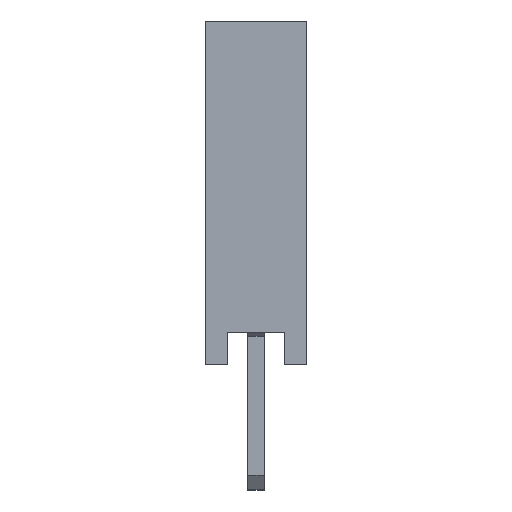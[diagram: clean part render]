
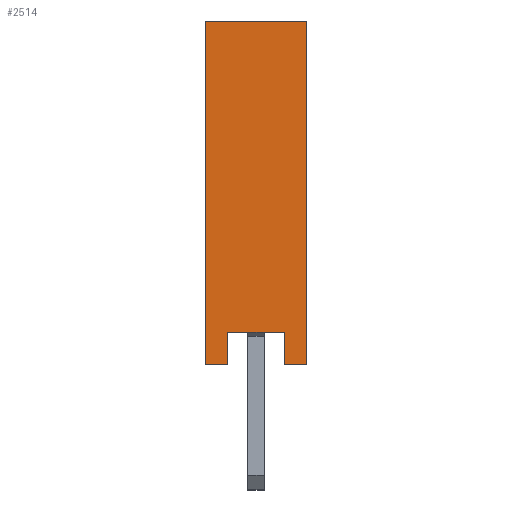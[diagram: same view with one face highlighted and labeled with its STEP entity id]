
A CAD part, left-side view. The second image highlights one B-rep face of the part: STEP entity #2514.
In plain terms, the highlighted planar face has unit normal (-1, 0, 0).
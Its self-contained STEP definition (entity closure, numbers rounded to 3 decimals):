
#2514=ADVANCED_FACE('',(#5171),#5172,.F.);
#5171=FACE_OUTER_BOUND('',#8064,.T.);
#5172=PLANE('',#8065);
#8064=EDGE_LOOP('',(#16039,#16040,#16041,#16042,#16043,#16044,#16045,#16046));
#8065=AXIS2_PLACEMENT_3D('',#16047,#16048,#16049);
#16039=ORIENTED_EDGE('',*,*,#20151,.F.);
#16040=ORIENTED_EDGE('',*,*,#20169,.F.);
#16041=ORIENTED_EDGE('',*,*,#20156,.F.);
#16042=ORIENTED_EDGE('',*,*,#20171,.T.);
#16043=ORIENTED_EDGE('',*,*,#20163,.T.);
#16044=ORIENTED_EDGE('',*,*,#20172,.F.);
#16045=ORIENTED_EDGE('',*,*,#20140,.F.);
#16046=ORIENTED_EDGE('',*,*,#20145,.F.);
#16047=CARTESIAN_POINT('',(-30.73,-1.25,4.25));
#16048=DIRECTION('',(1.0,0.0,0.0));
#16049=DIRECTION('',(0.0,1.0,0.0));
#20140=EDGE_CURVE('',#24974,#24975,#24976,.T.);
#20145=EDGE_CURVE('',#24983,#24974,#24984,.T.);
#20151=EDGE_CURVE('',#24991,#24983,#24992,.T.);
#20156=EDGE_CURVE('',#24998,#25000,#25001,.T.);
#20163=EDGE_CURVE('',#25007,#25011,#25013,.T.);
#20169=EDGE_CURVE('',#25000,#24991,#25019,.T.);
#20171=EDGE_CURVE('',#24998,#25007,#25021,.T.);
#20172=EDGE_CURVE('',#24975,#25011,#25022,.T.);
#24974=VERTEX_POINT('',#32436);
#24975=VERTEX_POINT('',#32437);
#24976=LINE('',#32438,#32439);
#24983=VERTEX_POINT('',#32449);
#24984=LINE('',#32450,#32451);
#24991=VERTEX_POINT('',#32462);
#24992=LINE('',#32463,#32464);
#24998=VERTEX_POINT('',#32472);
#25000=VERTEX_POINT('',#32475);
#25001=LINE('',#32476,#32477);
#25007=VERTEX_POINT('',#32485);
#25011=VERTEX_POINT('',#32491);
#25013=LINE('',#32494,#32495);
#25019=LINE('',#32504,#32505);
#25021=LINE('',#32507,#32508);
#25022=LINE('',#32509,#32510);
#32436=CARTESIAN_POINT('',(-30.73,0.7,-3.45));
#32437=CARTESIAN_POINT('',(-30.73,0.7,-4.25));
#32438=CARTESIAN_POINT('',(-30.73,0.7,4.25));
#32439=VECTOR('',#35444,1000.0);
#32449=CARTESIAN_POINT('',(-30.73,-0.7,-3.45));
#32450=CARTESIAN_POINT('',(-30.73,-1.25,-3.45));
#32451=VECTOR('',#35448,1000.0);
#32462=CARTESIAN_POINT('',(-30.73,-0.7,-4.25));
#32463=CARTESIAN_POINT('',(-30.73,-0.7,4.25));
#32464=VECTOR('',#35453,1000.0);
#32472=CARTESIAN_POINT('',(-30.73,-1.25,4.25));
#32475=CARTESIAN_POINT('',(-30.73,-1.25,-4.25));
#32476=CARTESIAN_POINT('',(-30.73,-1.25,4.25));
#32477=VECTOR('',#35457,1000.0);
#32485=CARTESIAN_POINT('',(-30.73,1.25,4.25));
#32491=CARTESIAN_POINT('',(-30.73,1.25,-4.25));
#32494=CARTESIAN_POINT('',(-30.73,1.25,4.25));
#32495=VECTOR('',#35463,1000.0);
#32504=CARTESIAN_POINT('',(-30.73,-1.25,-4.25));
#32505=VECTOR('',#35467,1000.0);
#32507=CARTESIAN_POINT('',(-30.73,-1.25,4.25));
#32508=VECTOR('',#35468,1000.0);
#32509=CARTESIAN_POINT('',(-30.73,-1.25,-4.25));
#32510=VECTOR('',#35469,1000.0);
#35444=DIRECTION('',(0.0,0.0,-1.0));
#35448=DIRECTION('',(0.0,1.0,0.0));
#35453=DIRECTION('',(0.0,0.0,1.0));
#35457=DIRECTION('',(0.0,0.0,-1.0));
#35463=DIRECTION('',(0.0,0.0,-1.0));
#35467=DIRECTION('',(0.0,1.0,0.0));
#35468=DIRECTION('',(0.0,1.0,0.0));
#35469=DIRECTION('',(0.0,1.0,0.0));
